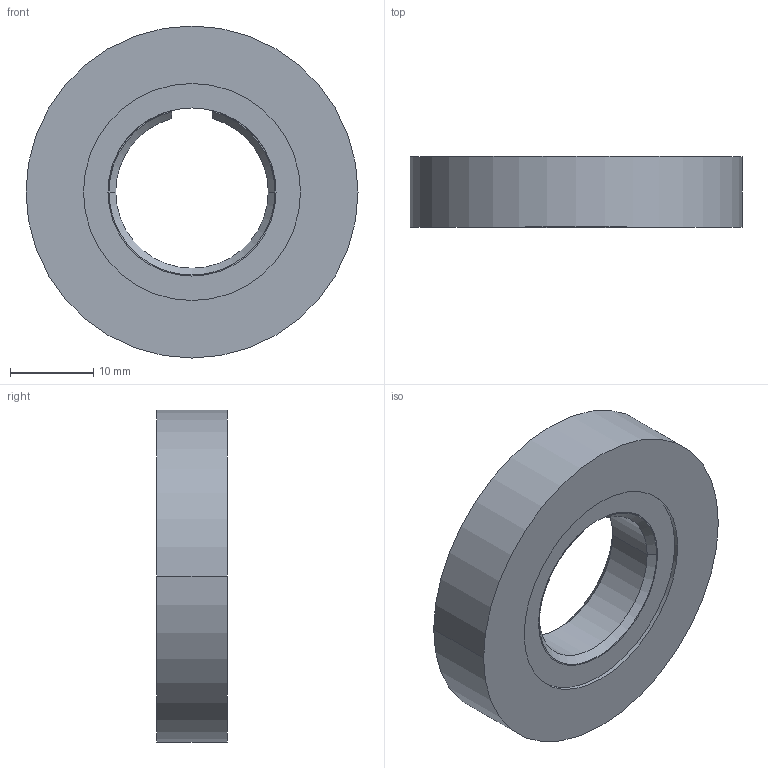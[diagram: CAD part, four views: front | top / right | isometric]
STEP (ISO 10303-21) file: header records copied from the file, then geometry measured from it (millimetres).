
FILE_DESCRIPTION(('STEP AP214'),'1');
FILE_NAME('HALDERN_EH_25030_0020.stp','2020-02-28T09:42:49',('TraceParts'),('TraceParts S.A.'),'Spatial InterOp 3D',' ',' ');
FILE_SCHEMA(('AUTOMOTIVE_DESIGN { 1 0 10303 214 1 1 1 1 }'));
Length unit declared in the file: millimetre
Products named in the file (1): HALDERN_EH_25030_0020_1
Bounding box: 40 x 8.5 x 40 mm (x, y, z)
Volume: 7874.8 mm3; surface area: 4880.8 mm2
Topology: 2 solids, 2 shells, 38 faces, 89 edges, 54 vertices
Faces by surface type: cone 15, cylinder 13, plane 8, sphere 2
Entity records: 1446 total; most frequent: CARTESIAN_POINT 260, DIRECTION 198, ORIENTED_EDGE 166, AXIS2_PLACEMENT_3D 84, EDGE_CURVE 83, VERTEX_POINT 54, EDGE_LOOP 45, CIRCLE 44
